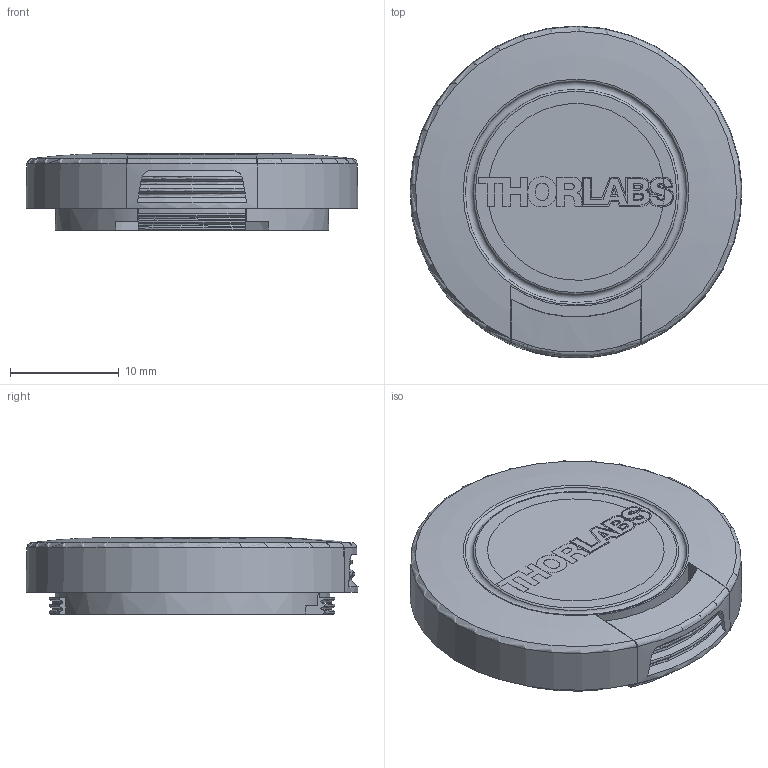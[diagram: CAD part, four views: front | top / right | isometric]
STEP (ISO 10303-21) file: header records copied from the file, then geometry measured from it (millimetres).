
FILE_DESCRIPTION(/* description */ (''),/* implementation_level */ '2;1');
FILE_NAME(/* name */ 'Plastic Dust Cap (SM1EC2B).step',/* time_stamp */ '2024-06-17T21:25:37-04:00',/* author */ (''),/* organization */ (''),/* preprocessor_version */ 'ST-DEVELOPER v20',/* originating_system */ 'Autodesk Translation Framework v12.20.1.177',/* authorisation */ '');
FILE_SCHEMA (('AUTOMOTIVE_DESIGN { 1 0 10303 214 3 1 1 }'));
Length unit declared in the file: millimetre
Products named in the file (1): Plastic Dust Cap (SM1EC2B)
Bounding box: 30.47 x 30.47 x 7 mm (x, y, z)
Surface area: 3301.6 mm2 (no closed solid volume)
Topology: 0 solids, 4 shells, 284 faces, 1091 edges, 775 vertices
Faces by surface type: plane 138, bspline 90, torus 18, cone 17, cylinder 17, sphere 4
Entity records: 16802 total; most frequent: CARTESIAN_POINT 8561, ORIENTED_EDGE 1756, DIRECTION 1374, EDGE_CURVE 1091, VERTEX_POINT 775, LINE 556, VECTOR 556, AXIS2_PLACEMENT_3D 409
